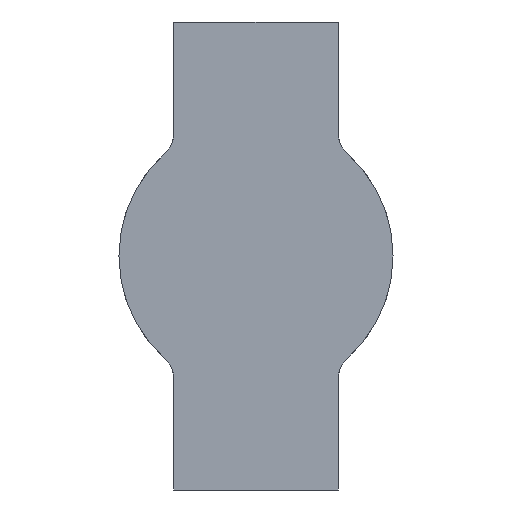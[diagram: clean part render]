
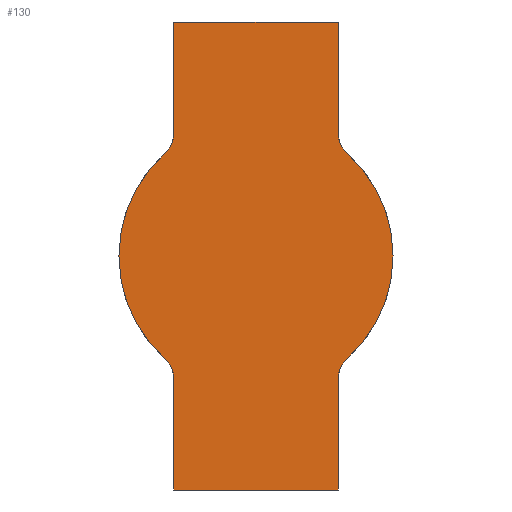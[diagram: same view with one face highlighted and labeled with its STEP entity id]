
A CAD part, front view. The second image highlights one B-rep face of the part: STEP entity #130.
In plain terms, the highlighted planar face has unit normal (0, -1, 0).
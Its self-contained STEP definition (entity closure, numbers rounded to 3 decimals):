
#1 = DIRECTION ( 'NONE',  ( 0., 0., 1. ) ) ;
#4 = ORIENTED_EDGE ( 'NONE', *, *, #643, .T. ) ;
#13 = CARTESIAN_POINT ( 'NONE',  ( 0., -7.5, 0. ) ) ;
#16 = CARTESIAN_POINT ( 'NONE',  ( 3., -7.5, -4.472 ) ) ;
#21 = VECTOR ( 'NONE', #420, 1000. ) ;
#26 = DIRECTION ( 'NONE',  ( 0., 0., 1. ) ) ;
#34 = CIRCLE ( 'NONE', #399, 5. ) ;
#36 = CARTESIAN_POINT ( 'NONE',  ( -3., -7.5, 4.472 ) ) ;
#37 = VECTOR ( 'NONE', #406, 1000. ) ;
#42 = VERTEX_POINT ( 'NONE', #378 ) ;
#53 = EDGE_CURVE ( 'NONE', #659, #503, #34, .T. ) ;
#63 = DIRECTION ( 'NONE',  ( 0., 0., 1. ) ) ;
#65 = DIRECTION ( 'NONE',  ( 0., 1., 0. ) ) ;
#67 = CARTESIAN_POINT ( 'NONE',  ( -3.333, -7.5, 3.727 ) ) ;
#71 = DIRECTION ( 'NONE',  ( 0., 0., 1. ) ) ;
#74 = DIRECTION ( 'NONE',  ( 0., 0., 1. ) ) ;
#82 = ORIENTED_EDGE ( 'NONE', *, *, #53, .F. ) ;
#90 = CARTESIAN_POINT ( 'NONE',  ( -3.333, -7.5, -3.727 ) ) ;
#91 = PLANE ( 'NONE',  #611 ) ;
#94 = ORIENTED_EDGE ( 'NONE', *, *, #387, .T. ) ;
#97 = DIRECTION ( 'NONE',  ( 0., 0., 1. ) ) ;
#107 = CARTESIAN_POINT ( 'NONE',  ( 3., -7.5, 8.535 ) ) ;
#111 = CARTESIAN_POINT ( 'NONE',  ( 0., -7.5, 0. ) ) ;
#117 = DIRECTION ( 'NONE',  ( 0., 1., 0. ) ) ;
#130 = ADVANCED_FACE ( 'NONE', ( #541 ), #91, .F. ) ;
#136 = VERTEX_POINT ( 'NONE', #646 ) ;
#141 = CARTESIAN_POINT ( 'NONE',  ( -3., -7.5, -8.535 ) ) ;
#160 = VERTEX_POINT ( 'NONE', #36 ) ;
#161 = VERTEX_POINT ( 'NONE', #396 ) ;
#163 = ORIENTED_EDGE ( 'NONE', *, *, #621, .T. ) ;
#164 = CIRCLE ( 'NONE', #389, 5. ) ;
#166 = AXIS2_PLACEMENT_3D ( 'NONE', #266, #566, #97 ) ;
#168 = VERTEX_POINT ( 'NONE', #505 ) ;
#174 = CIRCLE ( 'NONE', #400, 1. ) ;
#177 = LINE ( 'NONE', #521, #200 ) ;
#187 = LINE ( 'NONE', #141, #337 ) ;
#189 = ORIENTED_EDGE ( 'NONE', *, *, #542, .F. ) ;
#195 = CIRCLE ( 'NONE', #287, 1. ) ;
#200 = VECTOR ( 'NONE', #380, 1000. ) ;
#211 = ORIENTED_EDGE ( 'NONE', *, *, #451, .T. ) ;
#227 = VECTOR ( 'NONE', #1, 1000. ) ;
#228 = CARTESIAN_POINT ( 'NONE',  ( 4., -7.5, 4.472 ) ) ;
#239 = ORIENTED_EDGE ( 'NONE', *, *, #573, .T. ) ;
#252 = VERTEX_POINT ( 'NONE', #340 ) ;
#256 = CARTESIAN_POINT ( 'NONE',  ( 3.333, -7.5, 3.727 ) ) ;
#266 = CARTESIAN_POINT ( 'NONE',  ( -4., -7.5, 4.472 ) ) ;
#269 = LINE ( 'NONE', #107, #227 ) ;
#287 = AXIS2_PLACEMENT_3D ( 'NONE', #368, #558, #308 ) ;
#288 = ORIENTED_EDGE ( 'NONE', *, *, #343, .T. ) ;
#298 = DIRECTION ( 'NONE',  ( 0., 1., 0. ) ) ;
#302 = CARTESIAN_POINT ( 'NONE',  ( 0., -7.5, 0. ) ) ;
#308 = DIRECTION ( 'NONE',  ( 0., 0., 1. ) ) ;
#314 = CARTESIAN_POINT ( 'NONE',  ( 3., -7.5, 8.535 ) ) ;
#318 = LINE ( 'NONE', #314, #37 ) ;
#329 = ORIENTED_EDGE ( 'NONE', *, *, #374, .T. ) ;
#335 = DIRECTION ( 'NONE',  ( 0., 0., -1. ) ) ;
#337 = VECTOR ( 'NONE', #335, 1000. ) ;
#340 = CARTESIAN_POINT ( 'NONE',  ( 3., -7.5, 4.472 ) ) ;
#343 = EDGE_CURVE ( 'NONE', #161, #444, #269, .T. ) ;
#344 = ORIENTED_EDGE ( 'NONE', *, *, #415, .T. ) ;
#368 = CARTESIAN_POINT ( 'NONE',  ( 4., -7.5, -4.472 ) ) ;
#369 = VERTEX_POINT ( 'NONE', #256 ) ;
#374 = EDGE_CURVE ( 'NONE', #160, #503, #457, .T. ) ;
#376 = CARTESIAN_POINT ( 'NONE',  ( -3., -7.5, 8.535 ) ) ;
#378 = CARTESIAN_POINT ( 'NONE',  ( 3., -7.5, 8.535 ) ) ;
#380 = DIRECTION ( 'NONE',  ( 1., 0., 0. ) ) ;
#387 = EDGE_CURVE ( 'NONE', #252, #42, #318, .T. ) ;
#389 = AXIS2_PLACEMENT_3D ( 'NONE', #111, #117, #63 ) ;
#396 = CARTESIAN_POINT ( 'NONE',  ( 3., -7.5, -8.535 ) ) ;
#399 = AXIS2_PLACEMENT_3D ( 'NONE', #13, #574, #71 ) ;
#400 = AXIS2_PLACEMENT_3D ( 'NONE', #588, #544, #593 ) ;
#406 = DIRECTION ( 'NONE',  ( 0., 0., 1. ) ) ;
#415 = EDGE_CURVE ( 'NONE', #444, #168, #195, .T. ) ;
#419 = VECTOR ( 'NONE', #551, 1000. ) ;
#420 = DIRECTION ( 'NONE',  ( -1., 0., 0. ) ) ;
#432 = EDGE_LOOP ( 'NONE', ( #288, #344, #189, #211, #94, #239, #4, #329, #82, #163, #474, #440 ) ) ;
#440 = ORIENTED_EDGE ( 'NONE', *, *, #547, .T. ) ;
#441 = LINE ( 'NONE', #501, #419 ) ;
#444 = VERTEX_POINT ( 'NONE', #16 ) ;
#451 = EDGE_CURVE ( 'NONE', #369, #252, #537, .T. ) ;
#457 = CIRCLE ( 'NONE', #166, 1. ) ;
#474 = ORIENTED_EDGE ( 'NONE', *, *, #597, .T. ) ;
#477 = CARTESIAN_POINT ( 'NONE',  ( -3., -7.5, 8.535 ) ) ;
#488 = VERTEX_POINT ( 'NONE', #626 ) ;
#490 = AXIS2_PLACEMENT_3D ( 'NONE', #228, #65, #74 ) ;
#501 = CARTESIAN_POINT ( 'NONE',  ( -3., -7.5, -8.535 ) ) ;
#503 = VERTEX_POINT ( 'NONE', #67 ) ;
#505 = CARTESIAN_POINT ( 'NONE',  ( 3.333, -7.5, -3.727 ) ) ;
#518 = VERTEX_POINT ( 'NONE', #376 ) ;
#521 = CARTESIAN_POINT ( 'NONE',  ( 3., -7.5, -8.535 ) ) ;
#537 = CIRCLE ( 'NONE', #490, 1. ) ;
#541 = FACE_OUTER_BOUND ( 'NONE', #432, .T. ) ;
#542 = EDGE_CURVE ( 'NONE', #369, #168, #164, .T. ) ;
#544 = DIRECTION ( 'NONE',  ( 0., 1., 0. ) ) ;
#547 = EDGE_CURVE ( 'NONE', #488, #161, #177, .T. ) ;
#551 = DIRECTION ( 'NONE',  ( 0., 0., -1. ) ) ;
#558 = DIRECTION ( 'NONE',  ( 0., 1., 0. ) ) ;
#566 = DIRECTION ( 'NONE',  ( 0., 1., 0. ) ) ;
#570 = LINE ( 'NONE', #477, #21 ) ;
#573 = EDGE_CURVE ( 'NONE', #42, #518, #570, .T. ) ;
#574 = DIRECTION ( 'NONE',  ( 0., 1., 0. ) ) ;
#588 = CARTESIAN_POINT ( 'NONE',  ( -4., -7.5, -4.472 ) ) ;
#593 = DIRECTION ( 'NONE',  ( 0., 0., 1. ) ) ;
#597 = EDGE_CURVE ( 'NONE', #136, #488, #441, .T. ) ;
#611 = AXIS2_PLACEMENT_3D ( 'NONE', #302, #298, #26 ) ;
#621 = EDGE_CURVE ( 'NONE', #659, #136, #174, .T. ) ;
#626 = CARTESIAN_POINT ( 'NONE',  ( -3., -7.5, -8.535 ) ) ;
#643 = EDGE_CURVE ( 'NONE', #518, #160, #187, .T. ) ;
#646 = CARTESIAN_POINT ( 'NONE',  ( -3., -7.5, -4.472 ) ) ;
#659 = VERTEX_POINT ( 'NONE', #90 ) ;
